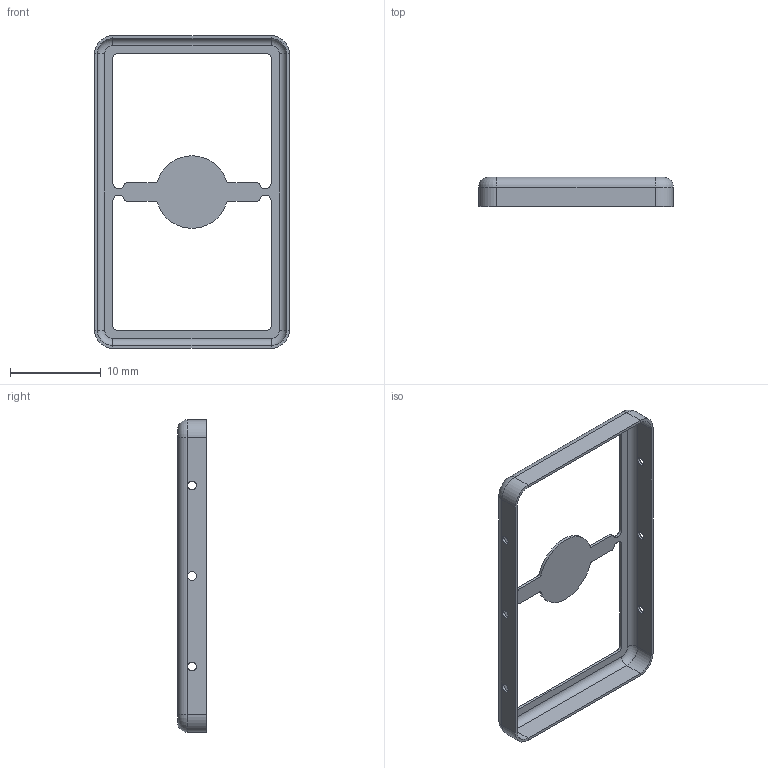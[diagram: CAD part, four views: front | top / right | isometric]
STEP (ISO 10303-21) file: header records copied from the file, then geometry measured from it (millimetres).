
FILE_DESCRIPTION (( 'STEP AP203' ), '1' );
FILE_NAME ('MS345-20F.step', '2020-11-12T10:34:44', ( '' ), ( '' ), 'SwSTEP 2.0', 'SolidWorks 2018', '' );
FILE_SCHEMA (( 'CONFIG_CONTROL_DESIGN' ));
Length unit declared in the file: millimetre
Products named in the file (1): MS345-20F
Bounding box: 21.5 x 3.2 x 34.5 mm (x, y, z)
Volume: 160.5 mm3; surface area: 1148.3 mm2
Topology: 1 solids, 1 shells, 85 faces, 217 edges, 134 vertices
Faces by surface type: cylinder 49, plane 28, torus 8
Entity records: 2690 total; most frequent: DIRECTION 495, CARTESIAN_POINT 437, ORIENTED_EDGE 434, EDGE_CURVE 217, AXIS2_PLACEMENT_3D 192, VERTEX_POINT 134, LINE 111, VECTOR 111
